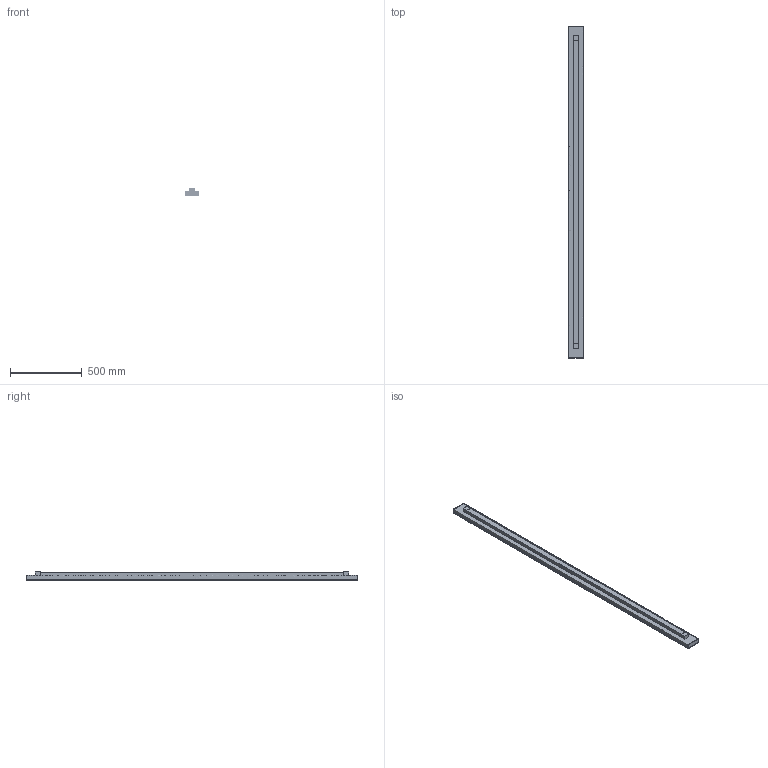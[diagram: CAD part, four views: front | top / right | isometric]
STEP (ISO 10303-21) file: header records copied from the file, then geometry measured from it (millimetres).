
FILE_DESCRIPTION(/* description */ (''),/* implementation_level */ '2;1');
FILE_NAME(/* name */ 'HOY LINEAR 2309 + end caps Stand Alone_NO LIGHT',/* time_stamp */ '2020-01-09T10:52:47+01:00',/* author */ (''),/* organization */ (''),/* preprocessor_version */ 'ST-DEVELOPER v15',/* originating_system */ '',/* authorisation */ '');
FILE_SCHEMA (('AUTOMOTIVE_DESIGN'));
Length unit declared in the file: millimetre
Products named in the file (1): Document
Bounding box: 100.6 x 2315 x 57.54 mm (x, y, z)
Volume: 2470577.9 mm3; surface area: 1541978.1 mm2
Topology: 2 solids, 7 shells, 138 faces, 392 edges, 226 vertices
Faces by surface type: bspline 81, plane 57
Entity records: 5246 total; most frequent: CARTESIAN_POINT 3022, ORIENTED_EDGE 720, EDGE_CURVE 392, VERTEX_POINT 226, B_SPLINE_CURVE_WITH_KNOTS 206, ADVANCED_FACE 138, FACE_OUTER_BOUND 138, EDGE_LOOP 138
